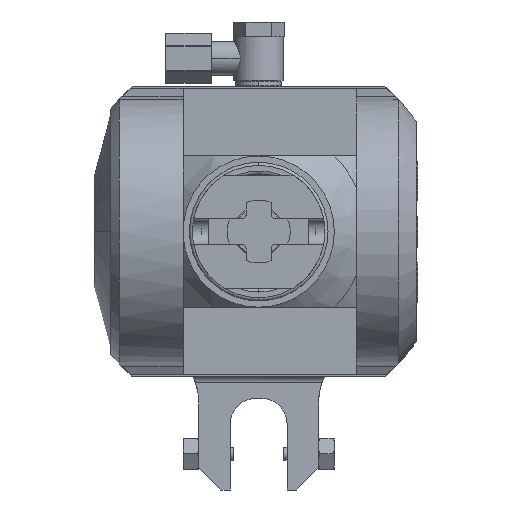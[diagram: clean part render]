
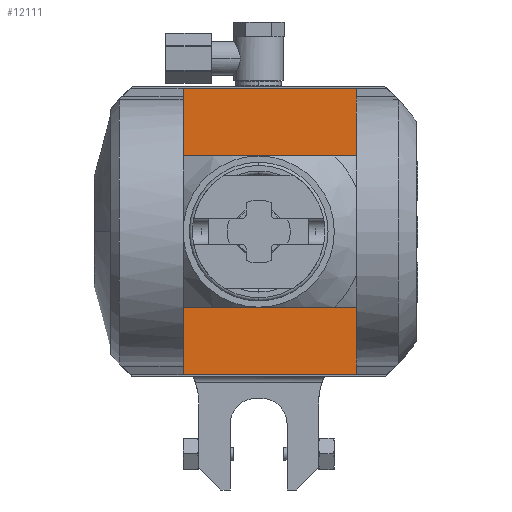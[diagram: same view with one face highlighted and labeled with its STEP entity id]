
A CAD part, left-side view. The second image highlights one B-rep face of the part: STEP entity #12111.
In plain terms, the highlighted planar face has unit normal (-1, 0, 0).
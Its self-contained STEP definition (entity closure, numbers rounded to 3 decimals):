
#1333=DIRECTION('',(0.,1.,0.));
#1334=VECTOR('',#1333,55.);
#1335=CARTESIAN_POINT('',(-55.8,-31.,-45.5));
#1336=LINE('',#1335,#1334);
#1458=DIRECTION('',(0.,-1.,0.));
#1459=VECTOR('',#1458,55.);
#1460=CARTESIAN_POINT('',(-55.8,24.,45.5));
#1461=LINE('',#1460,#1459);
#1677=DIRECTION('',(0.,0.,1.));
#1678=VECTOR('',#1677,91.);
#1679=CARTESIAN_POINT('',(-55.8,-31.,-45.5));
#1680=LINE('',#1679,#1678);
#1962=DIRECTION('',(0.,0.,1.));
#1963=VECTOR('',#1962,91.);
#1964=CARTESIAN_POINT('',(-55.8,24.,-45.5));
#1965=LINE('',#1964,#1963);
#7281=CARTESIAN_POINT('',(-55.8,24.,-45.5));
#7282=CARTESIAN_POINT('',(-55.8,24.,45.5));
#7283=VERTEX_POINT('',#7281);
#7284=VERTEX_POINT('',#7282);
#7285=CARTESIAN_POINT('',(-55.8,-31.,-45.5));
#7286=CARTESIAN_POINT('',(-55.8,-31.,45.5));
#7287=VERTEX_POINT('',#7285);
#7288=VERTEX_POINT('',#7286);
#12100=CARTESIAN_POINT('',(-55.8,24.,-57.));
#12101=DIRECTION('',(1.,0.,0.));
#12102=DIRECTION('',(0.,0.,1.));
#12103=AXIS2_PLACEMENT_3D('',#12100,#12101,#12102);
#12104=PLANE('',#12103);
#12105=ORIENTED_EDGE('',*,*,#10170,.T.);
#12106=ORIENTED_EDGE('',*,*,#9777,.T.);
#12107=ORIENTED_EDGE('',*,*,#9960,.F.);
#12108=ORIENTED_EDGE('',*,*,#9626,.T.);
#12109=EDGE_LOOP('',(#12105,#12106,#12107,#12108));
#12110=FACE_OUTER_BOUND('',#12109,.F.);
#12111=ADVANCED_FACE('',(#12110),#12104,.F.);
#9626=EDGE_CURVE('',#7287,#7283,#1336,.T.);
#9777=EDGE_CURVE('',#7284,#7288,#1461,.T.);
#9960=EDGE_CURVE('',#7287,#7288,#1680,.T.);
#10170=EDGE_CURVE('',#7283,#7284,#1965,.T.);
